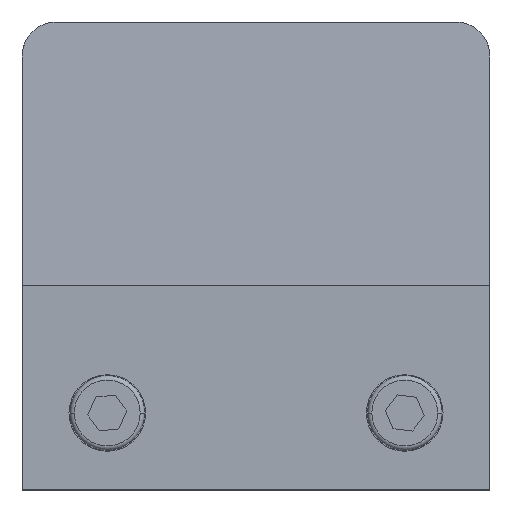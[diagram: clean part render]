
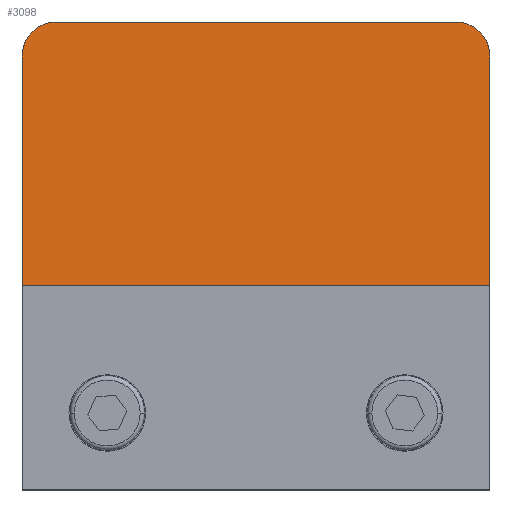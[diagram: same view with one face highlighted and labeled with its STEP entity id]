
A CAD part, top view. The second image highlights one B-rep face of the part: STEP entity #3098.
In plain terms, the highlighted planar face has unit normal (0, 0.064, 0.998).
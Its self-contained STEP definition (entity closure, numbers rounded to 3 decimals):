
#26 = CARTESIAN_POINT ( 'NONE',  ( 27.5, 37.5, 21.5 ) ) ;
#38 = EDGE_LOOP ( 'NONE', ( #1248, #874, #1663, #165, #3267, #736 ) ) ;
#114 = LINE ( 'NONE', #592, #2954 ) ;
#146 =( BOUNDED_CURVE ( )  B_SPLINE_CURVE ( 3, ( #557, #2605, #1145, #381 ),
 .UNSPECIFIED., .F., .T. ) 
 B_SPLINE_CURVE_WITH_KNOTS ( ( 4, 4 ),
 ( 3.142, 4.712 ),
 .UNSPECIFIED. ) 
 CURVE ( )  GEOMETRIC_REPRESENTATION_ITEM ( )  RATIONAL_B_SPLINE_CURVE ( ( 1., 0.805, 0.805, 1. ) ) 
 REPRESENTATION_ITEM ( '' )  );
#165 = ORIENTED_EDGE ( 'NONE', *, *, #1448, .F. ) ;
#331 = CARTESIAN_POINT ( 'NONE',  ( 27.5, 33.5, 21.758 ) ) ;
#341 = VERTEX_POINT ( 'NONE', #3182 ) ;
#381 = CARTESIAN_POINT ( 'NONE',  ( -27.5, 33.5, 21.758 ) ) ;
#454 = VERTEX_POINT ( 'NONE', #3255 ) ;
#557 = CARTESIAN_POINT ( 'NONE',  ( -23.5, 37.5, 21.5 ) ) ;
#592 = CARTESIAN_POINT ( 'NONE',  ( 27.5, 6.5, 23.5 ) ) ;
#651 = EDGE_CURVE ( 'NONE', #1855, #2714, #1622, .T. ) ;
#704 = AXIS2_PLACEMENT_3D ( 'NONE', #26, #1799, #1815 ) ;
#736 = ORIENTED_EDGE ( 'NONE', *, *, #3119, .T. ) ;
#800 = CARTESIAN_POINT ( 'NONE',  ( -27.5, 37.5, 21.5 ) ) ;
#861 = CARTESIAN_POINT ( 'NONE',  ( -27.5, 6.5, 23.5 ) ) ;
#874 = ORIENTED_EDGE ( 'NONE', *, *, #2823, .T. ) ;
#1055 = CARTESIAN_POINT ( 'NONE',  ( 27.5, 6.5, 23.5 ) ) ;
#1099 = CARTESIAN_POINT ( 'NONE',  ( 27.5, 33.5, 21.758 ) ) ;
#1145 = CARTESIAN_POINT ( 'NONE',  ( -27.5, 35.843, 21.607 ) ) ;
#1248 = ORIENTED_EDGE ( 'NONE', *, *, #3038, .T. ) ;
#1337 = PLANE ( 'NONE',  #704 ) ;
#1367 = CARTESIAN_POINT ( 'NONE',  ( 25.843, 37.5, 21.5 ) ) ;
#1391 = DIRECTION ( 'NONE',  ( -1., 0., 0. ) ) ;
#1448 = EDGE_CURVE ( 'NONE', #2714, #1856, #114, .T. ) ;
#1495 = LINE ( 'NONE', #1728, #1996 ) ;
#1622 = LINE ( 'NONE', #1821, #1681 ) ;
#1663 = ORIENTED_EDGE ( 'NONE', *, *, #2439, .T. ) ;
#1681 = VECTOR ( 'NONE', #1874, 1000. ) ;
#1728 = CARTESIAN_POINT ( 'NONE',  ( 27.5, 37.5, 21.5 ) ) ;
#1799 = DIRECTION ( 'NONE',  ( 0., -0.064, -0.998 ) ) ;
#1815 = DIRECTION ( 'NONE',  ( 0., 0.998, -0.064 ) ) ;
#1821 = CARTESIAN_POINT ( 'NONE',  ( 27.5, 37.5, 21.5 ) ) ;
#1825 = DIRECTION ( 'NONE',  ( 0., -0.998, 0.064 ) ) ;
#1855 = VERTEX_POINT ( 'NONE', #1099 ) ;
#1856 = VERTEX_POINT ( 'NONE', #861 ) ;
#1874 = DIRECTION ( 'NONE',  ( 0., -0.998, 0.064 ) ) ;
#1973 = VERTEX_POINT ( 'NONE', #2828 ) ;
#1996 = VECTOR ( 'NONE', #3300, 1000. ) ;
#2082 = LINE ( 'NONE', #800, #3307 ) ;
#2326 = FACE_OUTER_BOUND ( 'NONE', #38, .T. ) ;
#2439 = EDGE_CURVE ( 'NONE', #341, #1856, #2082, .T. ) ;
#2605 = CARTESIAN_POINT ( 'NONE',  ( -25.843, 37.5, 21.5 ) ) ;
#2714 = VERTEX_POINT ( 'NONE', #1055 ) ;
#2823 = EDGE_CURVE ( 'NONE', #1973, #341, #146, .T. ) ;
#2827 = CARTESIAN_POINT ( 'NONE',  ( 27.5, 35.843, 21.607 ) ) ;
#2828 = CARTESIAN_POINT ( 'NONE',  ( -23.5, 37.5, 21.5 ) ) ;
#2892 =( BOUNDED_CURVE ( )  B_SPLINE_CURVE ( 3, ( #331, #2827, #1367, #3068 ),
 .UNSPECIFIED., .F., .T. ) 
 B_SPLINE_CURVE_WITH_KNOTS ( ( 4, 4 ),
 ( 4.712, 6.283 ),
 .UNSPECIFIED. ) 
 CURVE ( )  GEOMETRIC_REPRESENTATION_ITEM ( )  RATIONAL_B_SPLINE_CURVE ( ( 1., 0.805, 0.805, 1. ) ) 
 REPRESENTATION_ITEM ( '' )  );
#2954 = VECTOR ( 'NONE', #1391, 1000. ) ;
#3038 = EDGE_CURVE ( 'NONE', #454, #1973, #1495, .T. ) ;
#3068 = CARTESIAN_POINT ( 'NONE',  ( 23.5, 37.5, 21.5 ) ) ;
#3098 = ADVANCED_FACE ( 'NONE', ( #2326 ), #1337, .F. ) ;
#3119 = EDGE_CURVE ( 'NONE', #1855, #454, #2892, .T. ) ;
#3182 = CARTESIAN_POINT ( 'NONE',  ( -27.5, 33.5, 21.758 ) ) ;
#3255 = CARTESIAN_POINT ( 'NONE',  ( 23.5, 37.5, 21.5 ) ) ;
#3267 = ORIENTED_EDGE ( 'NONE', *, *, #651, .F. ) ;
#3300 = DIRECTION ( 'NONE',  ( -1., 0., 0. ) ) ;
#3307 = VECTOR ( 'NONE', #1825, 1000. ) ;
